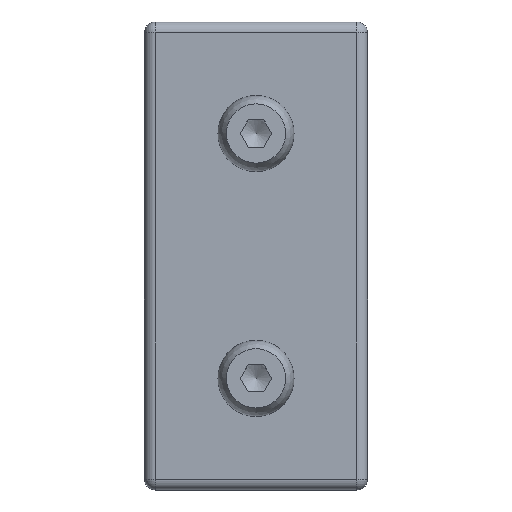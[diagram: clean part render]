
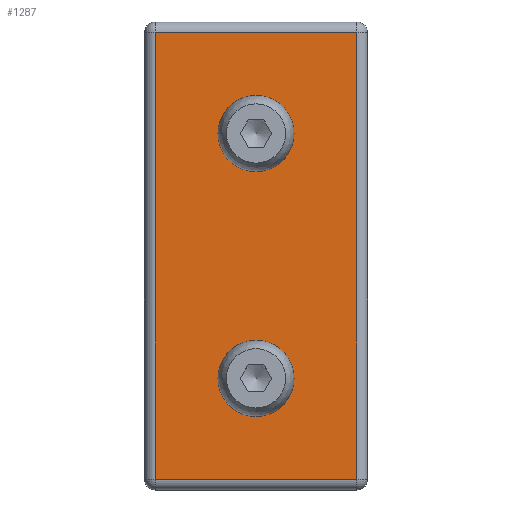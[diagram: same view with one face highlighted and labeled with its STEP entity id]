
A CAD part, top view. The second image highlights one B-rep face of the part: STEP entity #1287.
In plain terms, the highlighted planar face has unit normal (0, 0, 1).
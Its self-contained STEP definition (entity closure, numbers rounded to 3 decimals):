
#1287=ADVANCED_FACE('',(#1468,#1469,#1470),#1471,.T.);
#1468=FACE_OUTER_BOUND('',#1658,.T.);
#1469=FACE_BOUND('',#1659,.T.);
#1470=FACE_BOUND('',#1660,.T.);
#1471=PLANE('',#1661);
#1658=EDGE_LOOP('',(#2235,#2236,#2237,#2238));
#1659=EDGE_LOOP('',(#2239));
#1660=EDGE_LOOP('',(#2240));
#1661=AXIS2_PLACEMENT_3D('',#2241,#2242,#2243);
#2235=ORIENTED_EDGE('',*,*,#2425,.T.);
#2236=ORIENTED_EDGE('',*,*,#2421,.T.);
#2237=ORIENTED_EDGE('',*,*,#2431,.T.);
#2238=ORIENTED_EDGE('',*,*,#2432,.T.);
#2239=ORIENTED_EDGE('',*,*,#2435,.F.);
#2240=ORIENTED_EDGE('',*,*,#2436,.F.);
#2241=CARTESIAN_POINT('',(0.0,0.0,6.0));
#2242=DIRECTION('',(0.0,0.0,1.0));
#2243=DIRECTION('',(1.0,0.0,0.0));
#2421=EDGE_CURVE('',#2687,#2691,#2693,.T.);
#2425=EDGE_CURVE('',#2695,#2687,#2698,.T.);
#2431=EDGE_CURVE('',#2691,#2654,#2705,.T.);
#2432=EDGE_CURVE('',#2654,#2695,#2706,.T.);
#2435=EDGE_CURVE('',#2709,#2709,#2710,.T.);
#2436=EDGE_CURVE('',#2711,#2711,#2712,.T.);
#2654=VERTEX_POINT('',#3153);
#2687=VERTEX_POINT('',#3197);
#2691=VERTEX_POINT('',#3201);
#2693=LINE('',#3203,#3204);
#2695=VERTEX_POINT('',#3207);
#2698=LINE('',#3211,#3212);
#2705=LINE('',#3220,#3221);
#2706=LINE('',#3222,#3223);
#2709=VERTEX_POINT('',#3228);
#2710=CIRCLE('',#3229,4.5);
#2711=VERTEX_POINT('',#3230);
#2712=CIRCLE('',#3231,4.5);
#3153=CARTESIAN_POINT('',(-18.5,-41.0,6.0));
#3197=CARTESIAN_POINT('',(18.5,41.0,6.0));
#3201=CARTESIAN_POINT('',(-18.5,41.0,6.0));
#3203=CARTESIAN_POINT('',(0.,41.0,6.0));
#3204=VECTOR('',#3500,1.0);
#3207=CARTESIAN_POINT('',(18.5,-41.0,6.0));
#3211=CARTESIAN_POINT('',(18.5,0.,6.0));
#3212=VECTOR('',#3506,1.0);
#3220=CARTESIAN_POINT('',(-18.5,0.,6.0));
#3221=VECTOR('',#3520,1.0);
#3222=CARTESIAN_POINT('',(0.0,-41.0,6.0));
#3223=VECTOR('',#3521,1.0);
#3228=CARTESIAN_POINT('',(4.5,-22.5,6.0));
#3229=AXIS2_PLACEMENT_3D('',#3524,#3525,#3526);
#3230=CARTESIAN_POINT('',(4.5,22.5,6.0));
#3231=AXIS2_PLACEMENT_3D('',#3527,#3528,#3529);
#3500=DIRECTION('',(-1.0,0.,0.0));
#3506=DIRECTION('',(0.,1.0,0.0));
#3520=DIRECTION('',(0.,-1.0,0.0));
#3521=DIRECTION('',(1.0,0.0,0.0));
#3524=CARTESIAN_POINT('',(0.0,-22.5,6.0));
#3525=DIRECTION('',(0.0,0.0,1.0));
#3526=DIRECTION('',(1.0,0.0,0.0));
#3527=CARTESIAN_POINT('',(0.0,22.5,6.0));
#3528=DIRECTION('',(0.0,0.0,1.0));
#3529=DIRECTION('',(1.0,0.0,0.0));
